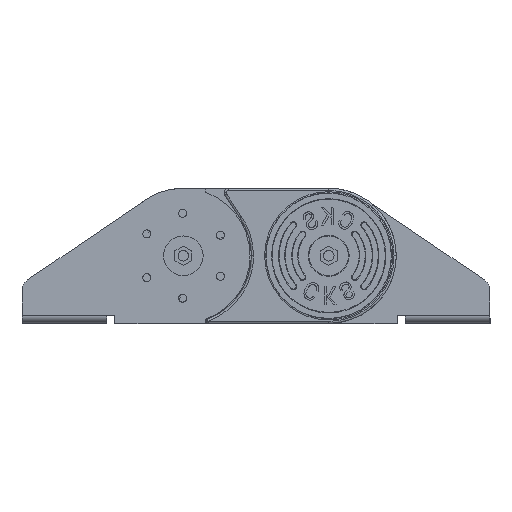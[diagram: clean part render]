
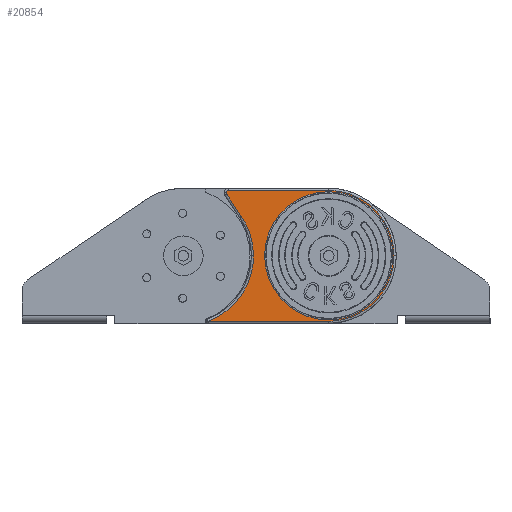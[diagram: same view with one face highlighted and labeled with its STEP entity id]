
A CAD part, top view. The second image highlights one B-rep face of the part: STEP entity #20854.
In plain terms, the highlighted planar face has unit normal (0, 0, 1).
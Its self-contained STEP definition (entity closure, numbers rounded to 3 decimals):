
#1354 = AXIS2_PLACEMENT_3D ( 'NONE', #47732, #17405, #18670 ) ;
#2095 = LINE ( 'NONE', #23155, #23963 ) ;
#2197 = VERTEX_POINT ( 'NONE', #38334 ) ;
#2198 = ORIENTED_EDGE ( 'NONE', *, *, #17474, .F. ) ;
#2508 = DIRECTION ( 'NONE',  ( 1., 0., 0. ) ) ;
#2657 = CARTESIAN_POINT ( 'NONE',  ( -21.058, 49.615, -138.955 ) ) ;
#3632 = ORIENTED_EDGE ( 'NONE', *, *, #11252, .F. ) ;
#3676 = CARTESIAN_POINT ( 'NONE',  ( -35.538, -49.213, -138.955 ) ) ;
#4071 = CARTESIAN_POINT ( 'NONE',  ( 105.122, 0.201, -138.955 ) ) ;
#5059 =( BOUNDED_CURVE ( )  B_SPLINE_CURVE ( 3, ( #33174, #50019, #45956, #32597 ),
 .UNSPECIFIED., .F., .T. ) 
 B_SPLINE_CURVE_WITH_KNOTS ( ( 4, 4 ),
 ( 0.659, 1. ),
 .UNSPECIFIED. ) 
 CURVE ( )  GEOMETRIC_REPRESENTATION_ITEM ( )  RATIONAL_B_SPLINE_CURVE ( ( 0.827, 0.855, 0.913, 1. ) ) 
 REPRESENTATION_ITEM ( '' )  );
#5354 = CARTESIAN_POINT ( 'NONE',  ( 105.122, 33.144, -138.955 ) ) ;
#5375 =( BOUNDED_CURVE ( )  B_SPLINE_CURVE ( 3, ( #35692, #48866, #5354, #35860 ),
 .UNSPECIFIED., .F., .F. ) 
 B_SPLINE_CURVE_WITH_KNOTS ( ( 4, 4 ),
 ( 0., 0.5 ),
 .UNSPECIFIED. ) 
 CURVE ( )  GEOMETRIC_REPRESENTATION_ITEM ( )  RATIONAL_B_SPLINE_CURVE ( ( 1., 0.667, 0.5, 0.5 ) ) 
 REPRESENTATION_ITEM ( '' )  );
#5980 = CARTESIAN_POINT ( 'NONE',  ( -14.955, -41.573, -138.955 ) ) ;
#6288 = CARTESIAN_POINT ( 'NONE',  ( -10.383, 29.97, -138.955 ) ) ;
#6541 = CARTESIAN_POINT ( 'NONE',  ( 53.986, 49.615, -138.955 ) ) ;
#6693 = CARTESIAN_POINT ( 'NONE',  ( -21.789, 47.968, -138.955 ) ) ;
#7113 =( BOUNDED_CURVE ( )  B_SPLINE_CURVE ( 3, ( #50262, #5980, #46026, #37406 ),
 .UNSPECIFIED., .F., .F. ) 
 B_SPLINE_CURVE_WITH_KNOTS ( ( 4, 4 ),
 ( 0., 0.659 ),
 .UNSPECIFIED. ) 
 CURVE ( )  GEOMETRIC_REPRESENTATION_ITEM ( )  RATIONAL_B_SPLINE_CURVE ( ( 1., 0.831, 0.773, 0.827 ) ) 
 REPRESENTATION_ITEM ( '' )  );
#7604 = CARTESIAN_POINT ( 'NONE',  ( 104.189, 0.201, -138.955 ) ) ;
#7623 = VERTEX_POINT ( 'NONE', #40947 ) ;
#8072 = CARTESIAN_POINT ( 'NONE',  ( 80.415, -49.213, -138.955 ) ) ;
#8260 = ORIENTED_EDGE ( 'NONE', *, *, #21897, .F. ) ;
#8853 = FACE_BOUND ( 'NONE', #19434, .T. ) ;
#9524 = CARTESIAN_POINT ( 'NONE',  ( -21.789, 47.968, -138.955 ) ) ;
#10337 = CARTESIAN_POINT ( 'NONE',  ( 7.228, 0.201, -138.955 ) ) ;
#11252 = EDGE_CURVE ( 'NONE', #39194, #55258, #23830, .T. ) ;
#12822 = ORIENTED_EDGE ( 'NONE', *, *, #25628, .F. ) ;
#14375 = ORIENTED_EDGE ( 'NONE', *, *, #20208, .F. ) ;
#15272 = DIRECTION ( 'NONE',  ( 0., 0., 1. ) ) ;
#15998 = DIRECTION ( 'NONE',  ( 0., 1., 0. ) ) ;
#16197 = CARTESIAN_POINT ( 'NONE',  ( -20.142, 49.615, -138.955 ) ) ;
#17332 = VERTEX_POINT ( 'NONE', #6693 ) ;
#17360 = CARTESIAN_POINT ( 'NONE',  ( 105.122, 0.201, -138.955 ) ) ;
#17405 = DIRECTION ( 'NONE',  ( 0., 0., 1. ) ) ;
#17474 = EDGE_CURVE ( 'NONE', #17332, #7623, #40392, .T. ) ;
#18670 = DIRECTION ( 'NONE',  ( 0., 1., 0. ) ) ;
#19328 = CARTESIAN_POINT ( 'NONE',  ( 55.708, 49.615, -138.955 ) ) ;
#19409 = CARTESIAN_POINT ( 'NONE',  ( 53.986, -49.213, -138.955 ) ) ;
#19434 = EDGE_LOOP ( 'NONE', ( #47903, #31449 ) ) ;
#20208 = EDGE_CURVE ( 'NONE', #36024, #2197, #2095, .T. ) ;
#20854 = ADVANCED_FACE ( 'NONE', ( #37486, #8853 ), #26718, .F. ) ;
#21897 = EDGE_CURVE ( 'NONE', #2197, #17332, #55060, .T. ) ;
#23155 = CARTESIAN_POINT ( 'NONE',  ( 46.749, -57.734, -138.955 ) ) ;
#23830 = LINE ( 'NONE', #19409, #31313 ) ;
#23963 = VECTOR ( 'NONE', #31560, 1000. ) ;
#23983 = DIRECTION ( 'NONE',  ( -1., 0., 0. ) ) ;
#24741 = ORIENTED_EDGE ( 'NONE', *, *, #52437, .F. ) ;
#25628 = EDGE_CURVE ( 'NONE', #53328, #36024, #5059, .T. ) ;
#26524 = DIRECTION ( 'NONE',  ( 0., 0., -1. ) ) ;
#26718 = PLANE ( 'NONE',  #53624 ) ;
#27081 = DIRECTION ( 'NONE',  ( 1., 0., 0. ) ) ;
#28807 = ORIENTED_EDGE ( 'NONE', *, *, #52857, .F. ) ;
#30350 = CIRCLE ( 'NONE', #48476, 48.481 ) ;
#31036 = EDGE_CURVE ( 'NONE', #40829, #32081, #54419, .T. ) ;
#31313 = VECTOR ( 'NONE', #23983, 1000. ) ;
#31449 = ORIENTED_EDGE ( 'NONE', *, *, #48482, .F. ) ;
#31560 = DIRECTION ( 'NONE',  ( -0.546, 0.838, 0. ) ) ;
#32081 = VERTEX_POINT ( 'NONE', #10337 ) ;
#32597 = CARTESIAN_POINT ( 'NONE',  ( -10.383, 29.97, -138.955 ) ) ;
#32856 = VECTOR ( 'NONE', #2508, 1000. ) ;
#33174 = CARTESIAN_POINT ( 'NONE',  ( -1.172, 0.201, -138.955 ) ) ;
#34041 =( BOUNDED_CURVE ( )  B_SPLINE_CURVE ( 3, ( #4071, #34596, #8072, #51439 ),
 .UNSPECIFIED., .F., .F. ) 
 B_SPLINE_CURVE_WITH_KNOTS ( ( 4, 4 ),
 ( 0.5, 1. ),
 .UNSPECIFIED. ) 
 CURVE ( )  GEOMETRIC_REPRESENTATION_ITEM ( )  RATIONAL_B_SPLINE_CURVE ( ( 0.5, 0.5, 0.667, 1. ) ) 
 REPRESENTATION_ITEM ( '' )  );
#34596 = CARTESIAN_POINT ( 'NONE',  ( 105.122, -32.742, -138.955 ) ) ;
#35284 = CARTESIAN_POINT ( 'NONE',  ( -21.522, 47.069, -138.955 ) ) ;
#35467 = CARTESIAN_POINT ( 'NONE',  ( -21.789, 47.633, -138.955 ) ) ;
#35654 = EDGE_CURVE ( 'NONE', #7623, #35670, #36919, .T. ) ;
#35670 = VERTEX_POINT ( 'NONE', #19328 ) ;
#35692 = CARTESIAN_POINT ( 'NONE',  ( 55.708, 49.615, -138.955 ) ) ;
#35860 = CARTESIAN_POINT ( 'NONE',  ( 105.122, 0.201, -138.955 ) ) ;
#36024 = VERTEX_POINT ( 'NONE', #6288 ) ;
#36189 = CARTESIAN_POINT ( 'NONE',  ( 55.708, -49.213, -138.955 ) ) ;
#36622 = VERTEX_POINT ( 'NONE', #17360 ) ;
#36919 = LINE ( 'NONE', #6541, #32856 ) ;
#37406 = CARTESIAN_POINT ( 'NONE',  ( -1.172, 0.201, -138.955 ) ) ;
#37486 = FACE_OUTER_BOUND ( 'NONE', #46223, .T. ) ;
#37722 = CARTESIAN_POINT ( 'NONE',  ( 55.708, 0.201, -138.955 ) ) ;
#38334 = CARTESIAN_POINT ( 'NONE',  ( -21.522, 47.069, -138.955 ) ) ;
#39194 = VERTEX_POINT ( 'NONE', #36189 ) ;
#40036 = CARTESIAN_POINT ( 'NONE',  ( -21.69, 47.327, -138.955 ) ) ;
#40392 =( BOUNDED_CURVE ( )  B_SPLINE_CURVE ( 3, ( #50784, #42713, #2657, #16197 ),
 .UNSPECIFIED., .F., .F. ) 
 B_SPLINE_CURVE_WITH_KNOTS ( ( 4, 4 ),
 ( 0.287, 1. ),
 .UNSPECIFIED. ) 
 CURVE ( )  GEOMETRIC_REPRESENTATION_ITEM ( )  RATIONAL_B_SPLINE_CURVE ( ( 0.786, 0.68, 0.751, 1. ) ) 
 REPRESENTATION_ITEM ( '' )  );
#40829 = VERTEX_POINT ( 'NONE', #7604 ) ;
#40947 = CARTESIAN_POINT ( 'NONE',  ( -20.142, 49.615, -138.955 ) ) ;
#41708 = ORIENTED_EDGE ( 'NONE', *, *, #35654, .F. ) ;
#42645 = CARTESIAN_POINT ( 'NONE',  ( -1.172, 0.201, -138.955 ) ) ;
#42713 = CARTESIAN_POINT ( 'NONE',  ( -21.789, 48.98, -138.955 ) ) ;
#45956 = CARTESIAN_POINT ( 'NONE',  ( -4.536, 21.427, -138.955 ) ) ;
#46026 = CARTESIAN_POINT ( 'NONE',  ( -1.172, -23.39, -138.955 ) ) ;
#46223 = EDGE_LOOP ( 'NONE', ( #3632, #52803, #28807, #41708, #2198, #8260, #14375, #12822, #24741 ) ) ;
#47732 = CARTESIAN_POINT ( 'NONE',  ( 55.708, 0.201, -138.955 ) ) ;
#47903 = ORIENTED_EDGE ( 'NONE', *, *, #31036, .F. ) ;
#48476 = AXIS2_PLACEMENT_3D ( 'NONE', #37722, #15272, #15998 ) ;
#48482 = EDGE_CURVE ( 'NONE', #32081, #40829, #30350, .T. ) ;
#48831 = CARTESIAN_POINT ( 'NONE',  ( 53.986, -50.877, -138.955 ) ) ;
#48866 = CARTESIAN_POINT ( 'NONE',  ( 80.415, 49.615, -138.955 ) ) ;
#50019 = CARTESIAN_POINT ( 'NONE',  ( -1.172, 11.251, -138.955 ) ) ;
#50262 = CARTESIAN_POINT ( 'NONE',  ( -35.538, -49.213, -138.955 ) ) ;
#50784 = CARTESIAN_POINT ( 'NONE',  ( -21.789, 47.968, -138.955 ) ) ;
#51439 = CARTESIAN_POINT ( 'NONE',  ( 55.708, -49.213, -138.955 ) ) ;
#51492 = EDGE_CURVE ( 'NONE', #36622, #39194, #34041, .T. ) ;
#52437 = EDGE_CURVE ( 'NONE', #55258, #53328, #7113, .T. ) ;
#52803 = ORIENTED_EDGE ( 'NONE', *, *, #51492, .F. ) ;
#52857 = EDGE_CURVE ( 'NONE', #35670, #36622, #5375, .T. ) ;
#53328 = VERTEX_POINT ( 'NONE', #42645 ) ;
#53624 = AXIS2_PLACEMENT_3D ( 'NONE', #48831, #26524, #27081 ) ;
#54419 = CIRCLE ( 'NONE', #1354, 48.481 ) ;
#55060 =( BOUNDED_CURVE ( )  B_SPLINE_CURVE ( 3, ( #35284, #40036, #35467, #9524 ),
 .UNSPECIFIED., .F., .T. ) 
 B_SPLINE_CURVE_WITH_KNOTS ( ( 4, 4 ),
 ( 0., 0.287 ),
 .UNSPECIFIED. ) 
 CURVE ( )  GEOMETRIC_REPRESENTATION_ITEM ( )  RATIONAL_B_SPLINE_CURVE ( ( 1., 0.9, 0.828, 0.786 ) ) 
 REPRESENTATION_ITEM ( '' )  );
#55258 = VERTEX_POINT ( 'NONE', #3676 ) ;
